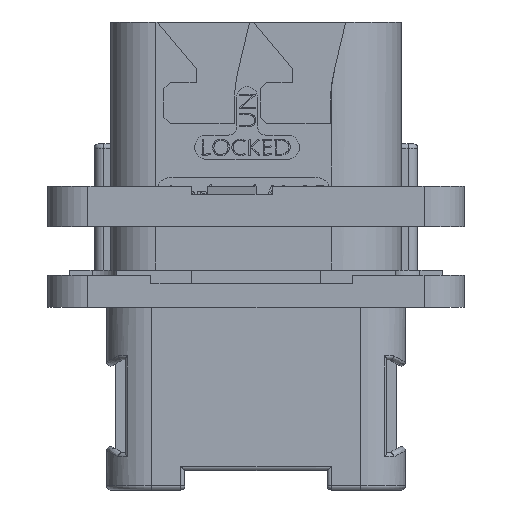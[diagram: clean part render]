
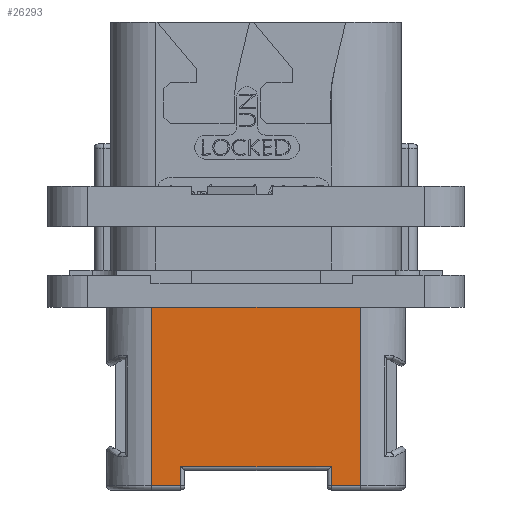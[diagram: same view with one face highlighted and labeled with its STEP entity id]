
A CAD part, left-side view. The second image highlights one B-rep face of the part: STEP entity #26293.
In plain terms, the highlighted planar face has unit normal (-1, 0, 0).
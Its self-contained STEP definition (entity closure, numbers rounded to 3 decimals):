
#3088=DIRECTION('',(0.,1.,0.));
#3089=VECTOR('',#3088,12.9);
#3090=CARTESIAN_POINT('',(-9.25,-6.45,0.));
#3091=LINE('',#3090,#3089);
#3352=DIRECTION('',(0.,1.,0.));
#3353=VECTOR('',#3352,9.294);
#3354=CARTESIAN_POINT('',(-9.25,-4.647,-9.85));
#3355=LINE('',#3354,#3353);
#3356=DIRECTION('',(0.,1.,0.));
#3357=VECTOR('',#3356,1.803);
#3358=CARTESIAN_POINT('',(-9.25,4.647,-11.05));
#3359=LINE('',#3358,#3357);
#3360=DIRECTION('',(0.,0.,1.));
#3361=VECTOR('',#3360,11.05);
#3362=CARTESIAN_POINT('',(-9.25,6.45,-11.05));
#3363=LINE('',#3362,#3361);
#3364=DIRECTION('',(0.,0.,1.));
#3365=VECTOR('',#3364,11.05);
#3366=CARTESIAN_POINT('',(-9.25,-6.45,-11.05));
#3367=LINE('',#3366,#3365);
#3368=DIRECTION('',(0.,1.,0.));
#3369=VECTOR('',#3368,1.803);
#3370=CARTESIAN_POINT('',(-9.25,-6.45,-11.05));
#3371=LINE('',#3370,#3369);
#3397=DIRECTION('',(0.,0.,-1.));
#3398=VECTOR('',#3397,1.2);
#3399=CARTESIAN_POINT('',(-9.25,-4.647,-9.85));
#3400=LINE('',#3399,#3398);
#7928=DIRECTION('',(0.,0.,1.));
#7929=VECTOR('',#7928,1.2);
#7930=CARTESIAN_POINT('',(-9.25,4.647,-11.05));
#7931=LINE('',#7930,#7929);
#20269=CARTESIAN_POINT('',(-9.25,-6.45,0.));
#20270=CARTESIAN_POINT('',(-9.25,6.45,0.));
#20271=VERTEX_POINT('',#20269);
#20272=VERTEX_POINT('',#20270);
#20369=CARTESIAN_POINT('',(-9.25,-6.45,-11.05));
#20370=VERTEX_POINT('',#20369);
#20373=CARTESIAN_POINT('',(-9.25,-4.647,-11.05));
#20374=VERTEX_POINT('',#20373);
#20390=CARTESIAN_POINT('',(-9.25,4.647,-11.05));
#20392=VERTEX_POINT('',#20390);
#20395=CARTESIAN_POINT('',(-9.25,6.45,-11.05));
#20396=VERTEX_POINT('',#20395);
#20824=CARTESIAN_POINT('',(-9.25,-4.647,-9.85));
#20825=CARTESIAN_POINT('',(-9.25,4.647,-9.85));
#20826=VERTEX_POINT('',#20824);
#20827=VERTEX_POINT('',#20825);
#26271=CARTESIAN_POINT('',(-9.25,-9.25,0.));
#26272=DIRECTION('',(-1.,0.,0.));
#26273=DIRECTION('',(0.,1.,0.));
#26274=AXIS2_PLACEMENT_3D('',#26271,#26272,#26273);
#26275=PLANE('',#26274);
#26277=ORIENTED_EDGE('',*,*,#26276,.T.);
#26279=ORIENTED_EDGE('',*,*,#26278,.F.);
#26281=ORIENTED_EDGE('',*,*,#26280,.T.);
#26283=ORIENTED_EDGE('',*,*,#26282,.T.);
#26284=ORIENTED_EDGE('',*,*,#25699,.F.);
#26286=ORIENTED_EDGE('',*,*,#26285,.F.);
#26288=ORIENTED_EDGE('',*,*,#26287,.T.);
#26290=ORIENTED_EDGE('',*,*,#26289,.F.);
#26291=EDGE_LOOP('',(#26277,#26279,#26281,#26283,#26284,#26286,#26288,#26290));
#26292=FACE_OUTER_BOUND('',#26291,.F.);
#26293=ADVANCED_FACE('',(#26292),#26275,.T.);
#25699=EDGE_CURVE('',#20271,#20272,#3091,.T.);
#26276=EDGE_CURVE('',#20826,#20827,#3355,.T.);
#26278=EDGE_CURVE('',#20392,#20827,#7931,.T.);
#26280=EDGE_CURVE('',#20392,#20396,#3359,.T.);
#26282=EDGE_CURVE('',#20396,#20272,#3363,.T.);
#26285=EDGE_CURVE('',#20370,#20271,#3367,.T.);
#26287=EDGE_CURVE('',#20370,#20374,#3371,.T.);
#26289=EDGE_CURVE('',#20826,#20374,#3400,.T.);
